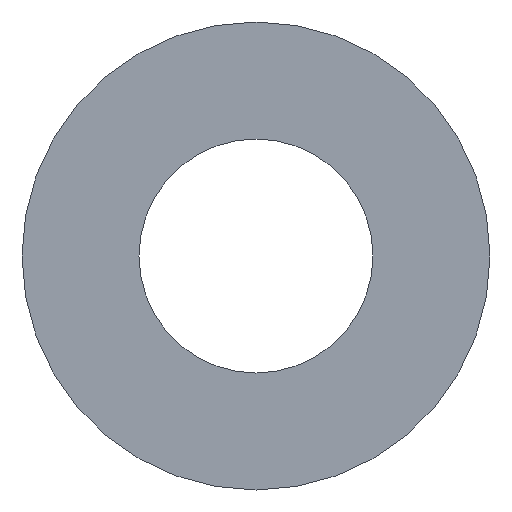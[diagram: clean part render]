
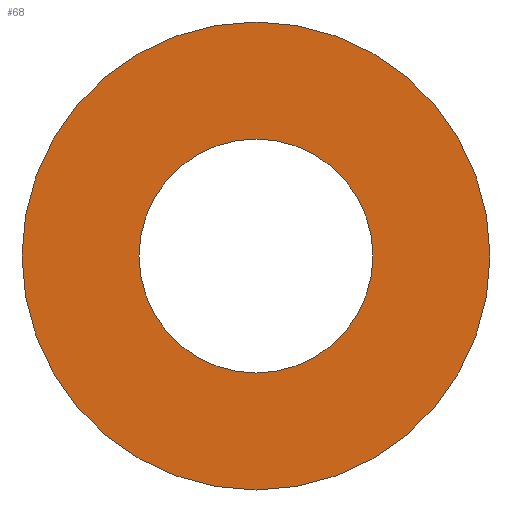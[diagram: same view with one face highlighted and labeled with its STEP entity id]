
A CAD part, front view. The second image highlights one B-rep face of the part: STEP entity #68.
In plain terms, the highlighted planar face has unit normal (0, -1, 0).
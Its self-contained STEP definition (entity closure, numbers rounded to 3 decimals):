
#20=FACE_BOUND('',#32,.T.);
#22=PLANE('',#91);
#26=FACE_OUTER_BOUND('',#31,.T.);
#31=EDGE_LOOP('',(#61));
#32=EDGE_LOOP('',(#62));
#38=CIRCLE('',#86,1.25);
#40=CIRCLE('',#90,2.5);
#42=VERTEX_POINT('',#122);
#44=VERTEX_POINT('',#129);
#47=EDGE_CURVE('',#42,#42,#38,.T.);
#50=EDGE_CURVE('',#44,#44,#40,.T.);
#61=ORIENTED_EDGE('',*,*,#50,.F.);
#62=ORIENTED_EDGE('',*,*,#47,.T.);
#68=ADVANCED_FACE('',(#26,#20),#22,.F.);
#86=AXIS2_PLACEMENT_3D('',#124,#102,#103);
#90=AXIS2_PLACEMENT_3D('',#131,#111,#112);
#91=AXIS2_PLACEMENT_3D('',#132,#113,#114);
#102=DIRECTION('center_axis',(0.,1.,0.));
#103=DIRECTION('ref_axis',(0.,0.,1.));
#111=DIRECTION('center_axis',(0.,1.,0.));
#112=DIRECTION('ref_axis',(1.,0.,0.));
#113=DIRECTION('center_axis',(0.,1.,0.));
#114=DIRECTION('ref_axis',(1.,0.,0.));
#122=CARTESIAN_POINT('',(0.,49.908,81.631));
#124=CARTESIAN_POINT('Origin',(0.,49.908,82.881));
#129=CARTESIAN_POINT('',(-2.5,49.908,82.881));
#131=CARTESIAN_POINT('Origin',(0.,49.908,82.881));
#132=CARTESIAN_POINT('Origin',(0.,49.908,82.881));
